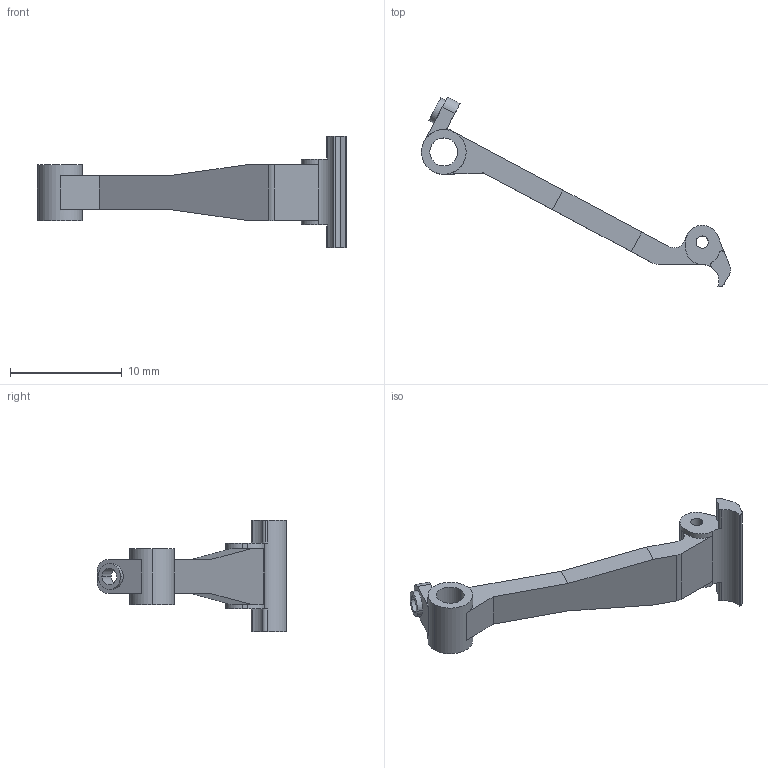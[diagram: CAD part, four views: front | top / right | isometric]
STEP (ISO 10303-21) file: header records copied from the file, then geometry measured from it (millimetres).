
FILE_DESCRIPTION (( 'STEP AP214' ), '1' );
FILE_NAME ('Mors mobile.STEP', '2020-04-07T10:07:16', ( '' ), ( '' ), 'SwSTEP 2.0', 'SolidWorks 2014', '' );
FILE_SCHEMA (( 'AUTOMOTIVE_DESIGN' ));
Length unit declared in the file: millimetre
Products named in the file (1): Mors mobile
Bounding box: 27.65 x 16.97 x 10 mm (x, y, z)
Volume: 298 mm3; surface area: 558 mm2
Topology: 1 solids, 1 shells, 57 faces, 158 edges, 104 vertices
Faces by surface type: plane 29, cylinder 28
Entity records: 1892 total; most frequent: DIRECTION 340, CARTESIAN_POINT 320, ORIENTED_EDGE 316, EDGE_CURVE 158, AXIS2_PLACEMENT_3D 124, VERTEX_POINT 104, LINE 92, VECTOR 92
